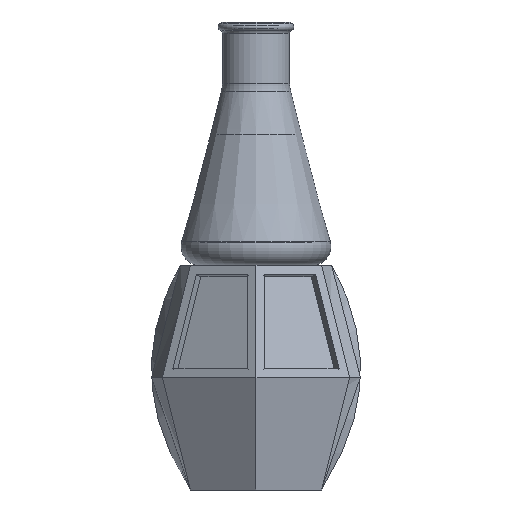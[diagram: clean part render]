
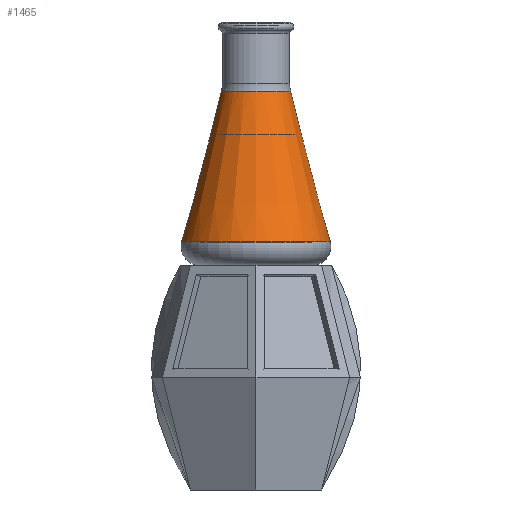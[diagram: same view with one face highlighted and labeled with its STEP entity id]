
A CAD part, left-side view. The second image highlights one B-rep face of the part: STEP entity #1465.
In plain terms, the highlighted conical face has half-angle 14.744 degrees and reference radius 30.5 mm.
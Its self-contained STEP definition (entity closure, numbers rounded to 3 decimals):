
#153=FACE_OUTER_BOUND('',#242,.T.);
#242=EDGE_LOOP('',(#1126,#1127,#1128,#1129,#1130,#1131));
#324=LINE('',#2202,#476);
#476=VECTOR('',#1826,30.5);
#665=CIRCLE('',#1617,18.494);
#667=CIRCLE('',#1619,18.494);
#668=CIRCLE('',#1621,39.699);
#669=CIRCLE('',#1622,39.699);
#708=VERTEX_POINT('',#2195);
#709=VERTEX_POINT('',#2196);
#710=VERTEX_POINT('',#2201);
#711=VERTEX_POINT('',#2203);
#861=EDGE_CURVE('',#708,#709,#665,.T.);
#863=EDGE_CURVE('',#709,#708,#667,.T.);
#864=EDGE_CURVE('',#709,#710,#324,.T.);
#865=EDGE_CURVE('',#711,#710,#668,.T.);
#866=EDGE_CURVE('',#710,#711,#669,.T.);
#1126=ORIENTED_EDGE('',*,*,#861,.F.);
#1127=ORIENTED_EDGE('',*,*,#863,.F.);
#1128=ORIENTED_EDGE('',*,*,#864,.T.);
#1129=ORIENTED_EDGE('',*,*,#865,.F.);
#1130=ORIENTED_EDGE('',*,*,#866,.F.);
#1131=ORIENTED_EDGE('',*,*,#864,.F.);
#1444=CONICAL_SURFACE('',#1620,30.5,0.257);
#1465=ADVANCED_FACE('',(#153),#1444,.T.);
#1617=AXIS2_PLACEMENT_3D('',#2197,#1818,#1819);
#1619=AXIS2_PLACEMENT_3D('',#2199,#1822,#1823);
#1620=AXIS2_PLACEMENT_3D('',#2200,#1824,#1825);
#1621=AXIS2_PLACEMENT_3D('',#2204,#1827,#1828);
#1622=AXIS2_PLACEMENT_3D('',#2205,#1829,#1830);
#1818=DIRECTION('center_axis',(0.,0.,1.));
#1819=DIRECTION('ref_axis',(-1.,0.,0.));
#1822=DIRECTION('center_axis',(0.,0.,1.));
#1823=DIRECTION('ref_axis',(-1.,0.,0.));
#1824=DIRECTION('center_axis',(0.,0.,-1.));
#1825=DIRECTION('ref_axis',(1.,0.,0.));
#1826=DIRECTION('',(-0.254,0.,-0.967));
#1827=DIRECTION('center_axis',(0.,0.,-1.));
#1828=DIRECTION('ref_axis',(-1.,0.,0.));
#1829=DIRECTION('center_axis',(0.,0.,-1.));
#1830=DIRECTION('ref_axis',(-1.,0.,0.));
#2195=CARTESIAN_POINT('',(18.494,0.,93.123));
#2196=CARTESIAN_POINT('',(-18.494,0.,93.123));
#2197=CARTESIAN_POINT('Origin',(0.,0.,93.123));
#2199=CARTESIAN_POINT('Origin',(0.,0.,93.123));
#2200=CARTESIAN_POINT('Origin',(0.,0.,47.5));
#2201=CARTESIAN_POINT('',(-39.699,0.,12.545));
#2202=CARTESIAN_POINT('',(-30.5,0.,47.5));
#2203=CARTESIAN_POINT('',(39.699,0.,12.545));
#2204=CARTESIAN_POINT('Origin',(0.,0.,12.545));
#2205=CARTESIAN_POINT('Origin',(0.,0.,12.545));
